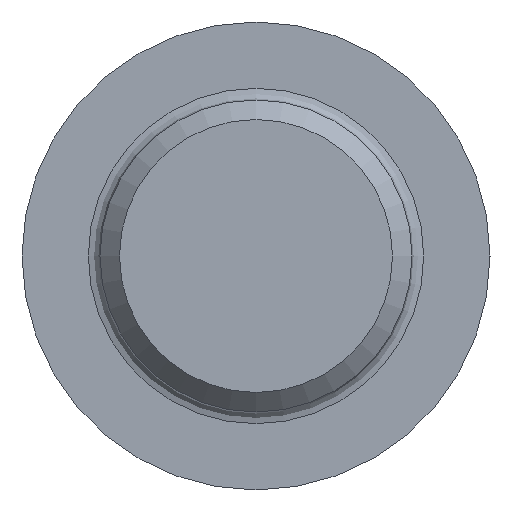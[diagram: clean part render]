
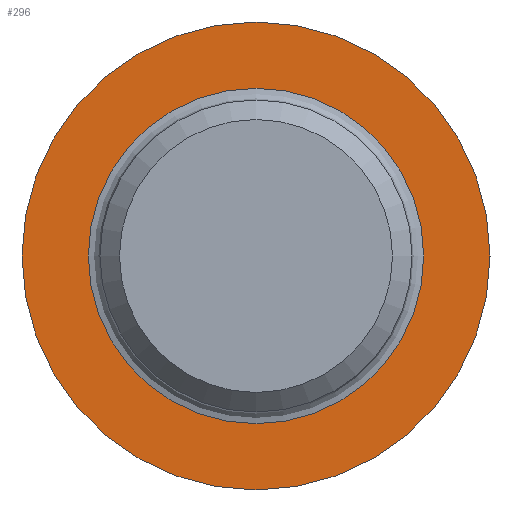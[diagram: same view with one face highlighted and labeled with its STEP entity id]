
A CAD part, left-side view. The second image highlights one B-rep face of the part: STEP entity #296.
In plain terms, the highlighted planar face has unit normal (-1, 0, 0).
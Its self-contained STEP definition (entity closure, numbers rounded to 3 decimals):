
#19=FACE_BOUND('',#92,.T.);
#55=CIRCLE('',#359,4.3);
#56=CIRCLE('',#360,4.3);
#57=CIRCLE('',#363,6.);
#58=CIRCLE('',#364,6.);
#73=FACE_OUTER_BOUND('',#91,.T.);
#91=EDGE_LOOP('',(#265,#266));
#92=EDGE_LOOP('',(#267,#268));
#142=VERTEX_POINT('',#556);
#143=VERTEX_POINT('',#558);
#144=VERTEX_POINT('',#563);
#145=VERTEX_POINT('',#564);
#184=EDGE_CURVE('',#142,#143,#55,.T.);
#185=EDGE_CURVE('',#143,#142,#56,.T.);
#186=EDGE_CURVE('',#144,#145,#57,.T.);
#187=EDGE_CURVE('',#145,#144,#58,.T.);
#265=ORIENTED_EDGE('',*,*,#186,.F.);
#266=ORIENTED_EDGE('',*,*,#187,.F.);
#267=ORIENTED_EDGE('',*,*,#185,.F.);
#268=ORIENTED_EDGE('',*,*,#184,.F.);
#281=PLANE('',#362);
#296=ADVANCED_FACE('',(#73,#19),#281,.T.);
#359=AXIS2_PLACEMENT_3D('',#559,#458,#459);
#360=AXIS2_PLACEMENT_3D('',#560,#460,#461);
#362=AXIS2_PLACEMENT_3D('',#562,#464,#465);
#363=AXIS2_PLACEMENT_3D('',#565,#466,#467);
#364=AXIS2_PLACEMENT_3D('',#566,#468,#469);
#458=DIRECTION('center_axis',(-1.,0.,0.));
#459=DIRECTION('ref_axis',(0.,0.,-1.));
#460=DIRECTION('center_axis',(-1.,0.,0.));
#461=DIRECTION('ref_axis',(0.,0.,-1.));
#464=DIRECTION('center_axis',(-1.,0.,0.));
#465=DIRECTION('ref_axis',(0.,0.,1.));
#466=DIRECTION('center_axis',(1.,0.,0.));
#467=DIRECTION('ref_axis',(0.,1.,0.));
#468=DIRECTION('center_axis',(1.,0.,0.));
#469=DIRECTION('ref_axis',(0.,1.,0.));
#556=CARTESIAN_POINT('',(7.,0.,4.3));
#558=CARTESIAN_POINT('',(7.,4.3,0.));
#559=CARTESIAN_POINT('Origin',(7.,0.,0.));
#560=CARTESIAN_POINT('Origin',(7.,0.,0.));
#562=CARTESIAN_POINT('Origin',(7.,3.,0.));
#563=CARTESIAN_POINT('',(7.,6.,0.));
#564=CARTESIAN_POINT('',(7.,-6.,0.));
#565=CARTESIAN_POINT('Origin',(7.,0.,0.));
#566=CARTESIAN_POINT('Origin',(7.,0.,0.));
